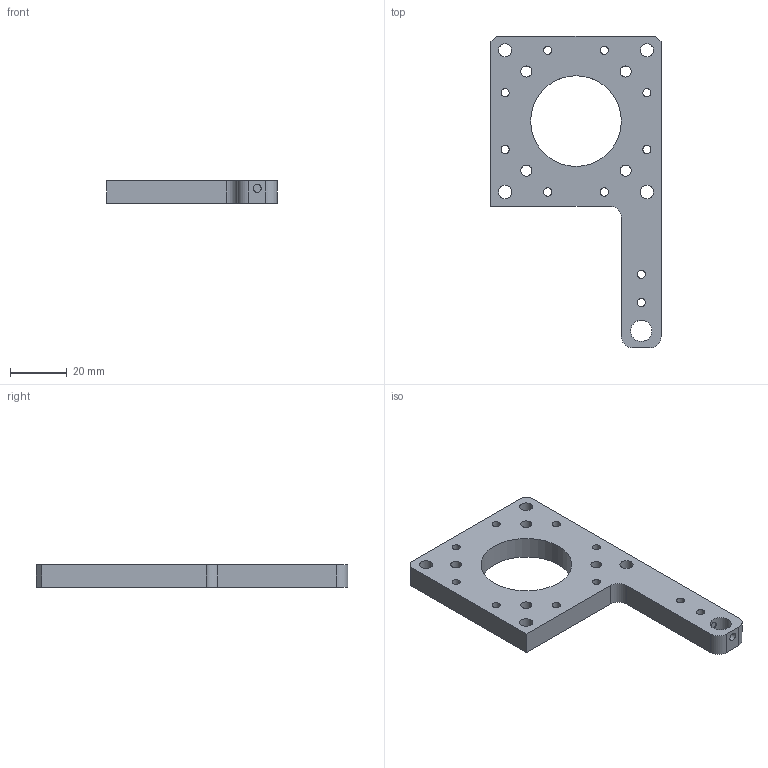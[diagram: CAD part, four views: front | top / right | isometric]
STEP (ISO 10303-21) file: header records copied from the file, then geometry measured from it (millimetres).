
FILE_DESCRIPTION(/* description */ (''),/* implementation_level */ '2;1');
FILE_NAME(/* name */ '30_XY_Sample_lightsheetarm_v3.ipt.step',/* time_stamp */ '2022-11-29T08:26:01+01:00',/* author */ ('diederichbenedict'),/* organization */ (''),/* preprocessor_version */ 'ST-DEVELOPER v18.1',/* originating_system */ 'Autodesk Inventor 2022',/* authorisation */ '');
FILE_SCHEMA (('AUTOMOTIVE_DESIGN { 1 0 10303 214 3 1 1 }'));
Length unit declared in the file: millimetre
Products named in the file (1): 30_XY_Sample_lightsheetarm_v3
Bounding box: 60 x 110 x 8 mm (x, y, z)
Volume: 26082.8 mm3; surface area: 11777.8 mm2
Topology: 1 solids, 1 shells, 36 faces, 101 edges, 68 vertices
Faces by surface type: cylinder 25, plane 11
Full cylindrical faces by diameter (mm): 2.8 x2, 2.9 x10, 3.9 x4, 4.65 x4, 7.5 x1, 32 x1
Entity records: 1374 total; most frequent: CARTESIAN_POINT 274, DIRECTION 219, ORIENTED_EDGE 202, EDGE_CURVE 101, AXIS2_PLACEMENT_3D 85, EDGE_LOOP 79, VERTEX_POINT 68, LINE 49
